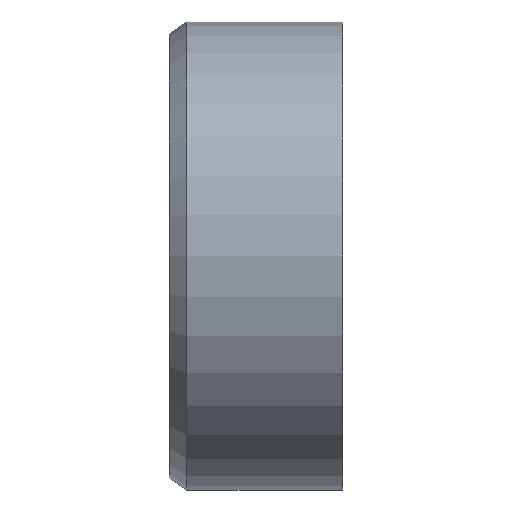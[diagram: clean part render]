
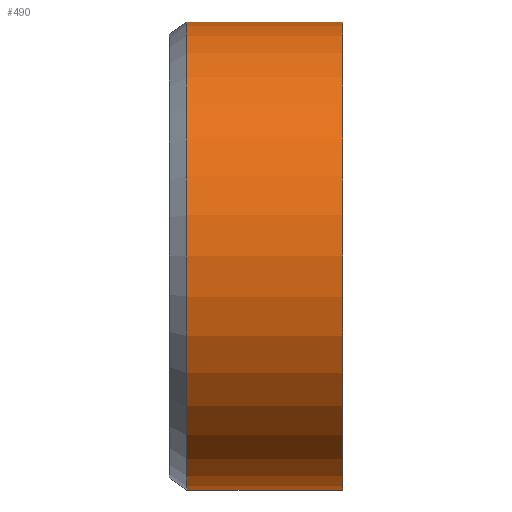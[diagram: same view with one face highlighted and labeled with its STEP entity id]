
A CAD part, left-side view. The second image highlights one B-rep face of the part: STEP entity #490.
In plain terms, the highlighted cylindrical face has radius 27 mm (diameter 54 mm), a partial arc.
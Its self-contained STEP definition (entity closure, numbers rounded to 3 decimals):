
#11 = CARTESIAN_POINT ( 'NONE',  ( 0., 20., 27. ) ) ;
#29 = FACE_OUTER_BOUND ( 'NONE', #371, .T. ) ;
#39 = DIRECTION ( 'NONE',  ( 0., 0., 1. ) ) ;
#92 = CARTESIAN_POINT ( 'NONE',  ( 0., 0., 0. ) ) ;
#110 = EDGE_CURVE ( 'NONE', #570, #236, #335, .T. ) ;
#114 = ORIENTED_EDGE ( 'NONE', *, *, #610, .T. ) ;
#123 = VECTOR ( 'NONE', #655, 1000. ) ;
#162 = CIRCLE ( 'NONE', #625, 27. ) ;
#187 = DIRECTION ( 'NONE',  ( 0., 0., -1. ) ) ;
#193 = DIRECTION ( 'NONE',  ( 0., -1., 0. ) ) ;
#208 = ORIENTED_EDGE ( 'NONE', *, *, #311, .T. ) ;
#212 = ORIENTED_EDGE ( 'NONE', *, *, #110, .F. ) ;
#230 = CARTESIAN_POINT ( 'NONE',  ( 0., 18., -27. ) ) ;
#236 = VERTEX_POINT ( 'NONE', #435 ) ;
#237 = DIRECTION ( 'NONE',  ( 0., -1., 0. ) ) ;
#261 = VERTEX_POINT ( 'NONE', #230 ) ;
#296 = CARTESIAN_POINT ( 'NONE',  ( 0., 20., -27. ) ) ;
#311 = EDGE_CURVE ( 'NONE', #648, #236, #162, .T. ) ;
#325 = CIRCLE ( 'NONE', #511, 27. ) ;
#335 = LINE ( 'NONE', #11, #360 ) ;
#352 = CARTESIAN_POINT ( 'NONE',  ( 0., 0., -27. ) ) ;
#359 = CARTESIAN_POINT ( 'NONE',  ( 0., 18., 0. ) ) ;
#360 = VECTOR ( 'NONE', #380, 1000. ) ;
#371 = EDGE_LOOP ( 'NONE', ( #212, #114, #513, #208 ) ) ;
#374 = AXIS2_PLACEMENT_3D ( 'NONE', #400, #193, #187 ) ;
#380 = DIRECTION ( 'NONE',  ( 0., -1., 0. ) ) ;
#400 = CARTESIAN_POINT ( 'NONE',  ( 0., 20., 0. ) ) ;
#435 = CARTESIAN_POINT ( 'NONE',  ( 0., 0., 27. ) ) ;
#444 = DIRECTION ( 'NONE',  ( 0., 0., 1. ) ) ;
#447 = EDGE_CURVE ( 'NONE', #261, #648, #457, .T. ) ;
#457 = LINE ( 'NONE', #296, #123 ) ;
#465 = CYLINDRICAL_SURFACE ( 'NONE', #374, 27. ) ;
#490 = ADVANCED_FACE ( 'NONE', ( #29 ), #465, .T. ) ;
#492 = DIRECTION ( 'NONE',  ( 0., 1., 0. ) ) ;
#503 = CARTESIAN_POINT ( 'NONE',  ( 0., 18., 27. ) ) ;
#511 = AXIS2_PLACEMENT_3D ( 'NONE', #359, #237, #39 ) ;
#513 = ORIENTED_EDGE ( 'NONE', *, *, #447, .T. ) ;
#570 = VERTEX_POINT ( 'NONE', #503 ) ;
#610 = EDGE_CURVE ( 'NONE', #570, #261, #325, .T. ) ;
#625 = AXIS2_PLACEMENT_3D ( 'NONE', #92, #492, #444 ) ;
#648 = VERTEX_POINT ( 'NONE', #352 ) ;
#655 = DIRECTION ( 'NONE',  ( 0., -1., 0. ) ) ;
